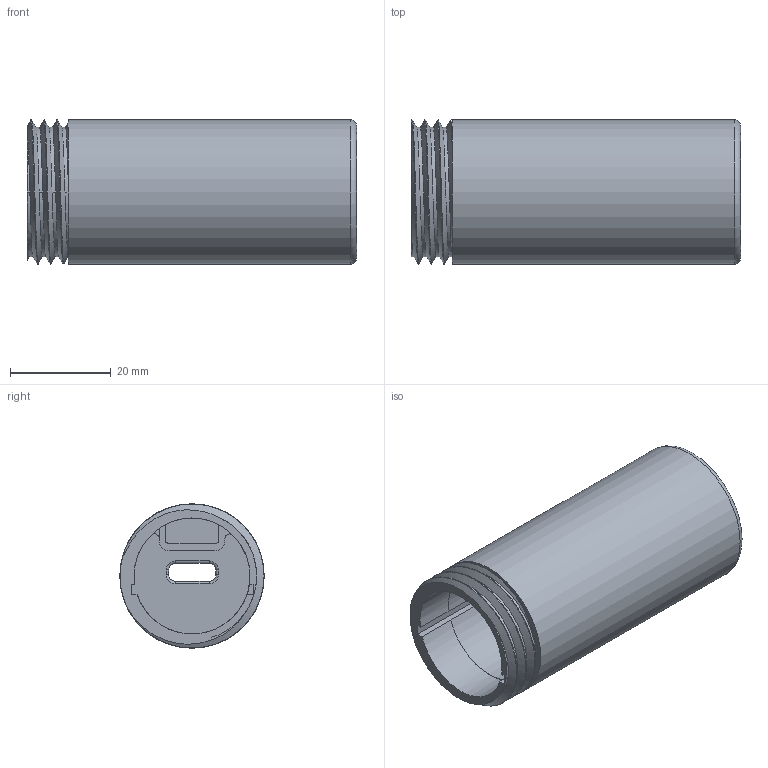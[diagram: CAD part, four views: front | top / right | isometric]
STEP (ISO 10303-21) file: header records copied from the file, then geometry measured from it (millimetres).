
FILE_DESCRIPTION(/* description */ (''),/* implementation_level */ '2;1');
FILE_NAME(/* name */ 'Avionic case.step',/* time_stamp */ '2023-11-02T19:19:21+01:00',/* author */ (''),/* organization */ (''),/* preprocessor_version */ 'ST-DEVELOPER v20',/* originating_system */ 'Autodesk Translation Framework v12.14.0.127',/* authorisation */ '');
FILE_SCHEMA (('AUTOMOTIVE_DESIGN { 1 0 10303 214 3 1 1 }'));
Length unit declared in the file: metre
Products named in the file (1): Case Experience
Bounding box: 65.34 x 28.7 x 28.7 mm (x, y, z)
Volume: 17082.5 mm3; surface area: 13580.7 mm2
Topology: 1 solids, 1 shells, 85 faces, 224 edges, 141 vertices
Faces by surface type: cylinder 39, plane 32, torus 12, bspline 2
Full cylindrical faces by diameter (mm): 2.568 x1, 25.684 x3, 28.61 x2, 28.7 x1
Entity records: 5008 total; most frequent: CARTESIAN_POINT 2823, DIRECTION 465, ORIENTED_EDGE 448, EDGE_CURVE 224, AXIS2_PLACEMENT_3D 178, VERTEX_POINT 141, LINE 109, VECTOR 109
